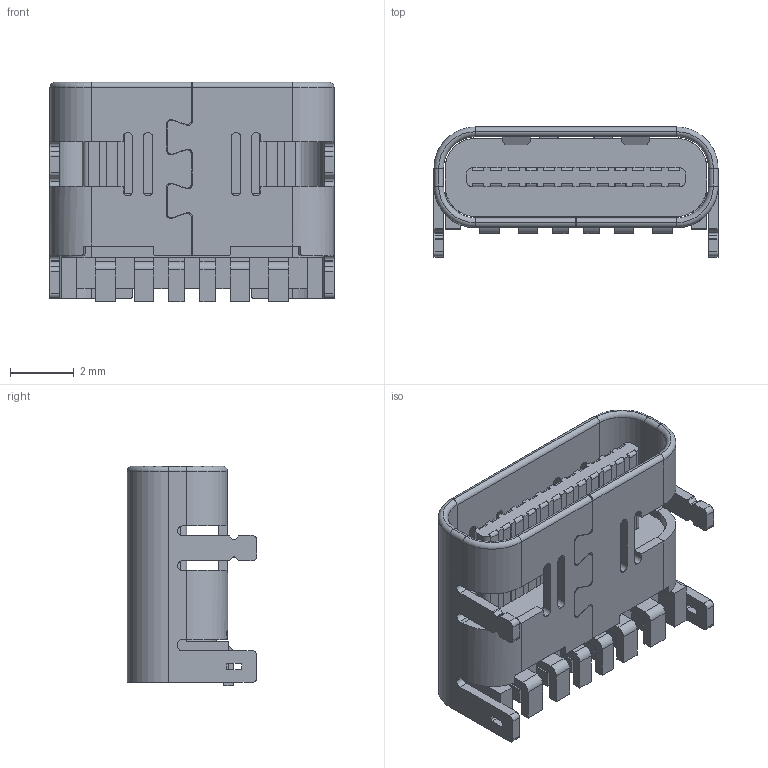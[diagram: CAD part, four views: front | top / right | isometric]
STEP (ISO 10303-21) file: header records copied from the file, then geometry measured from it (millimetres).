
FILE_DESCRIPTION (( 'STEP AP214' ), '1' );
FILE_NAME ('USB TYPE-C 3.1smple.STEP', '2017-12-24T08:43:33', ( '' ), ( '' ), 'SwSTEP 2.0', 'SolidWorks 2016', '' );
FILE_SCHEMA (( 'AUTOMOTIVE_DESIGN' ));
Length unit declared in the file: millimetre
Products named in the file (3): USB TYPE-C 3.1smple; USB3.1 6pinB; USB3.1 6P
Assembly tree (2 placements, depth 2):
  USB TYPE-C 3.1smple
    USB3.1 6P
    USB3.1 6pinB
Bounding box: 8.94 x 4.08 x 6.9 mm (x, y, z)
Volume: 105.3 mm3; surface area: 483.5 mm2
Topology: 2 solids, 2 shells, 652 faces, 1847 edges, 1196 vertices
Faces by surface type: plane 452, cylinder 188, torus 8, bspline 4
Entity records: 22652 total; most frequent: CARTESIAN_POINT 3888, ORIENTED_EDGE 3694, DIRECTION 3549, EDGE_CURVE 1847, VECTOR 1403, LINE 1403, VERTEX_POINT 1196, AXIS2_PLACEMENT_3D 1073
